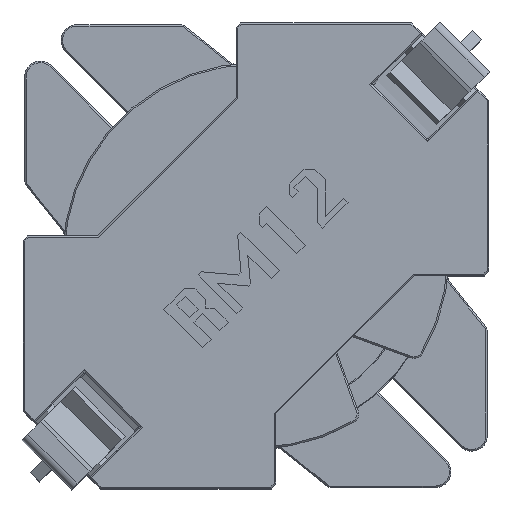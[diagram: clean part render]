
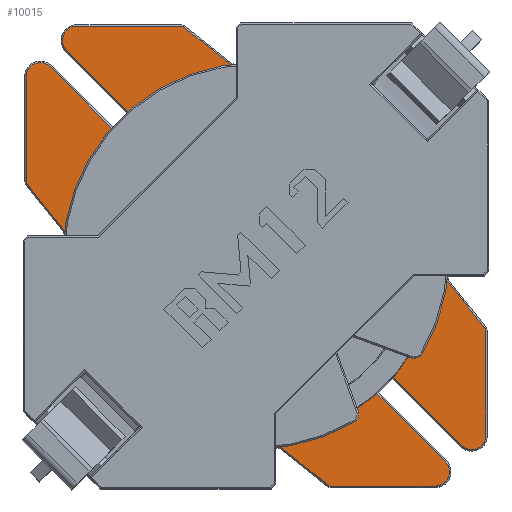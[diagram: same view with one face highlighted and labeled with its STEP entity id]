
A CAD part, top view. The second image highlights one B-rep face of the part: STEP entity #10015.
In plain terms, the highlighted planar face has unit normal (0, 0, 1).
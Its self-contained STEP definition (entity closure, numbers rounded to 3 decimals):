
#112=CIRCLE('',#10509,12.25);
#119=CIRCLE('',#10534,0.916);
#121=CIRCLE('',#10538,0.735);
#123=CIRCLE('',#10542,0.916);
#126=CIRCLE('',#10549,12.25);
#131=CIRCLE('',#10568,0.916);
#133=CIRCLE('',#10572,0.735);
#135=CIRCLE('',#10576,0.916);
#143=CIRCLE('',#10621,7.15);
#195=FACE_BOUND('',#1722,.T.);
#599=PLANE('',#10620);
#1136=FACE_OUTER_BOUND('',#1721,.T.);
#1721=EDGE_LOOP('',(#8664,#8665,#8666,#8667,#8668,#8669,#8670,#8671,#8672,
#8673,#8674,#8675,#8676,#8677,#8678,#8679,#8680,#8681,#8682,#8683));
#1722=EDGE_LOOP('',(#8684));
#2699=LINE('',#15938,#3901);
#2746=LINE('',#16089,#3948);
#2754=LINE('',#16105,#3956);
#2758=LINE('',#16117,#3960);
#2762=LINE('',#16129,#3964);
#2766=LINE('',#16139,#3968);
#2767=LINE('',#16141,#3969);
#2777=LINE('',#16162,#3979);
#2793=LINE('',#16192,#3995);
#2797=LINE('',#16204,#3999);
#2801=LINE('',#16216,#4003);
#2805=LINE('',#16226,#4007);
#3901=VECTOR('',#12398,4.076);
#3948=VECTOR('',#12509,4.076);
#3956=VECTOR('',#12523,6.774);
#3960=VECTOR('',#12535,8.08);
#3964=VECTOR('',#12547,8.08);
#3968=VECTOR('',#12559,6.774);
#3969=VECTOR('',#12562,4.076);
#3979=VECTOR('',#12594,4.076);
#3995=VECTOR('',#12630,6.774);
#3999=VECTOR('',#12642,8.08);
#4003=VECTOR('',#12654,8.08);
#4007=VECTOR('',#12666,6.774);
#4841=VERTEX_POINT('',#15811);
#4844=VERTEX_POINT('',#15821);
#4858=VERTEX_POINT('',#15929);
#4861=VERTEX_POINT('',#15942);
#4873=VERTEX_POINT('',#16011);
#4876=VERTEX_POINT('',#16024);
#4894=VERTEX_POINT('',#16080);
#4897=VERTEX_POINT('',#16093);
#4900=VERTEX_POINT('',#16103);
#4902=VERTEX_POINT('',#16109);
#4904=VERTEX_POINT('',#16115);
#4906=VERTEX_POINT('',#16121);
#4908=VERTEX_POINT('',#16127);
#4910=VERTEX_POINT('',#16133);
#4914=VERTEX_POINT('',#16190);
#4916=VERTEX_POINT('',#16196);
#4918=VERTEX_POINT('',#16202);
#4920=VERTEX_POINT('',#16208);
#4922=VERTEX_POINT('',#16214);
#4924=VERTEX_POINT('',#16220);
#4985=VERTEX_POINT('',#16416);
#6017=EDGE_CURVE('',#4841,#4858,#2699,.T.);
#6041=EDGE_CURVE('',#4858,#4873,#112,.T.);
#6075=EDGE_CURVE('',#4873,#4894,#2746,.T.);
#6083=EDGE_CURVE('',#4900,#4897,#2754,.T.);
#6086=EDGE_CURVE('',#4902,#4900,#119,.T.);
#6089=EDGE_CURVE('',#4904,#4902,#2758,.T.);
#6092=EDGE_CURVE('',#4906,#4904,#121,.T.);
#6095=EDGE_CURVE('',#4908,#4906,#2762,.T.);
#6098=EDGE_CURVE('',#4910,#4908,#123,.T.);
#6101=EDGE_CURVE('',#4894,#4910,#2766,.T.);
#6102=EDGE_CURVE('',#4897,#4876,#2767,.T.);
#6107=EDGE_CURVE('',#4876,#4861,#126,.T.);
#6116=EDGE_CURVE('',#4861,#4844,#2777,.T.);
#6134=EDGE_CURVE('',#4914,#4841,#2793,.T.);
#6137=EDGE_CURVE('',#4916,#4914,#131,.T.);
#6140=EDGE_CURVE('',#4918,#4916,#2797,.T.);
#6143=EDGE_CURVE('',#4920,#4918,#133,.T.);
#6146=EDGE_CURVE('',#4922,#4920,#2801,.T.);
#6149=EDGE_CURVE('',#4924,#4922,#135,.T.);
#6152=EDGE_CURVE('',#4844,#4924,#2805,.T.);
#6246=EDGE_CURVE('',#4985,#4985,#143,.T.);
#8664=ORIENTED_EDGE('',*,*,#6083,.F.);
#8665=ORIENTED_EDGE('',*,*,#6086,.F.);
#8666=ORIENTED_EDGE('',*,*,#6089,.F.);
#8667=ORIENTED_EDGE('',*,*,#6092,.F.);
#8668=ORIENTED_EDGE('',*,*,#6095,.F.);
#8669=ORIENTED_EDGE('',*,*,#6098,.F.);
#8670=ORIENTED_EDGE('',*,*,#6101,.F.);
#8671=ORIENTED_EDGE('',*,*,#6075,.F.);
#8672=ORIENTED_EDGE('',*,*,#6041,.F.);
#8673=ORIENTED_EDGE('',*,*,#6017,.F.);
#8674=ORIENTED_EDGE('',*,*,#6134,.F.);
#8675=ORIENTED_EDGE('',*,*,#6137,.F.);
#8676=ORIENTED_EDGE('',*,*,#6140,.F.);
#8677=ORIENTED_EDGE('',*,*,#6143,.F.);
#8678=ORIENTED_EDGE('',*,*,#6146,.F.);
#8679=ORIENTED_EDGE('',*,*,#6149,.F.);
#8680=ORIENTED_EDGE('',*,*,#6152,.F.);
#8681=ORIENTED_EDGE('',*,*,#6116,.F.);
#8682=ORIENTED_EDGE('',*,*,#6107,.F.);
#8683=ORIENTED_EDGE('',*,*,#6102,.F.);
#8684=ORIENTED_EDGE('',*,*,#6246,.T.);
#10015=ADVANCED_FACE('',(#1136,#195),#599,.T.);
#10509=AXIS2_PLACEMENT_3D('',#16021,#12441,#12442);
#10534=AXIS2_PLACEMENT_3D('',#16111,#12528,#12529);
#10538=AXIS2_PLACEMENT_3D('',#16123,#12540,#12541);
#10542=AXIS2_PLACEMENT_3D('',#16135,#12552,#12553);
#10549=AXIS2_PLACEMENT_3D('',#16148,#12572,#12573);
#10568=AXIS2_PLACEMENT_3D('',#16198,#12635,#12636);
#10572=AXIS2_PLACEMENT_3D('',#16210,#12647,#12648);
#10576=AXIS2_PLACEMENT_3D('',#16222,#12659,#12660);
#10620=AXIS2_PLACEMENT_3D('',#16415,#12836,#12837);
#10621=AXIS2_PLACEMENT_3D('',#16417,#12838,#12839);
#12398=DIRECTION('',(0.78,-0.626,0.));
#12441=DIRECTION('center_axis',(0.,0.,-1.));
#12442=DIRECTION('ref_axis',(0.993,-0.119,0.));
#12509=DIRECTION('',(0.626,-0.78,0.));
#12523=DIRECTION('',(-1.,0.,0.));
#12528=DIRECTION('center_axis',(0.,0.,-1.));
#12529=DIRECTION('ref_axis',(0.,-1.,0.));
#12535=DIRECTION('',(0.707,-0.707,0.));
#12540=DIRECTION('center_axis',(0.,0.,1.));
#12541=DIRECTION('ref_axis',(-0.707,-0.707,0.));
#12547=DIRECTION('',(-0.707,0.707,0.));
#12552=DIRECTION('center_axis',(0.,0.,-1.));
#12553=DIRECTION('ref_axis',(-0.707,-0.707,0.));
#12559=DIRECTION('',(0.,-1.,0.));
#12562=DIRECTION('',(-0.78,0.626,0.));
#12572=DIRECTION('center_axis',(0.,0.,-1.));
#12573=DIRECTION('ref_axis',(-0.993,0.119,0.));
#12594=DIRECTION('',(-0.626,0.78,0.));
#12630=DIRECTION('',(1.,0.,0.));
#12635=DIRECTION('center_axis',(0.,0.,-1.));
#12636=DIRECTION('ref_axis',(0.,1.,0.));
#12642=DIRECTION('',(-0.707,0.707,0.));
#12647=DIRECTION('center_axis',(0.,0.,1.));
#12648=DIRECTION('ref_axis',(-0.707,-0.707,0.));
#12654=DIRECTION('',(0.707,-0.707,0.));
#12659=DIRECTION('center_axis',(0.,0.,-1.));
#12660=DIRECTION('ref_axis',(0.707,0.707,0.));
#12666=DIRECTION('',(0.,1.,0.));
#12836=DIRECTION('center_axis',(0.,0.,1.));
#12837=DIRECTION('ref_axis',(1.,0.,0.));
#12838=DIRECTION('center_axis',(0.,0.,-1.));
#12839=DIRECTION('ref_axis',(1.,0.,0.));
#15811=CARTESIAN_POINT('',(-4.683,14.708,5.05));
#15821=CARTESIAN_POINT('',(-14.708,4.683,5.05));
#15929=CARTESIAN_POINT('',(-1.505,12.157,5.05));
#15938=CARTESIAN_POINT('',(-3.041,13.39,5.05));
#15942=CARTESIAN_POINT('',(-12.157,1.505,5.05));
#16011=CARTESIAN_POINT('',(12.157,-1.505,5.05));
#16021=CARTESIAN_POINT('Origin',(0.,0.,5.05));
#16024=CARTESIAN_POINT('',(1.505,-12.157,5.05));
#16080=CARTESIAN_POINT('',(14.708,-4.683,5.05));
#16089=CARTESIAN_POINT('',(6.727,5.261,5.05));
#16093=CARTESIAN_POINT('',(4.683,-14.708,5.05));
#16103=CARTESIAN_POINT('',(11.457,-14.708,5.05));
#16105=CARTESIAN_POINT('',(-2.185,-14.708,5.05));
#16109=CARTESIAN_POINT('',(12.105,-13.144,5.05));
#16111=CARTESIAN_POINT('Origin',(11.457,-13.792,5.05));
#16115=CARTESIAN_POINT('',(6.392,-7.431,5.05));
#16117=CARTESIAN_POINT('',(1.283,-2.323,5.05));
#16121=CARTESIAN_POINT('',(7.431,-6.392,5.05));
#16123=CARTESIAN_POINT('Origin',(6.911,-6.911,5.05));
#16127=CARTESIAN_POINT('',(13.144,-12.105,5.05));
#16129=CARTESIAN_POINT('',(-0.534,1.574,5.05));
#16133=CARTESIAN_POINT('',(14.708,-11.457,5.05));
#16135=CARTESIAN_POINT('Origin',(13.792,-11.457,5.05));
#16139=CARTESIAN_POINT('',(14.708,-1.219,5.05));
#16141=CARTESIAN_POINT('',(-6.848,-5.454,5.05));
#16148=CARTESIAN_POINT('Origin',(0.,0.,5.05));
#16162=CARTESIAN_POINT('',(-14.663,4.627,5.05));
#16190=CARTESIAN_POINT('',(-11.457,14.708,5.05));
#16192=CARTESIAN_POINT('',(-6.834,14.708,5.05));
#16196=CARTESIAN_POINT('',(-12.105,13.144,5.05));
#16198=CARTESIAN_POINT('Origin',(-11.457,13.792,5.05));
#16202=CARTESIAN_POINT('',(-6.392,7.431,5.05));
#16204=CARTESIAN_POINT('',(-10.302,11.342,5.05));
#16208=CARTESIAN_POINT('',(-7.431,6.392,5.05));
#16210=CARTESIAN_POINT('Origin',(-6.911,6.911,5.05));
#16214=CARTESIAN_POINT('',(-13.144,12.105,5.05));
#16216=CARTESIAN_POINT('',(-8.485,7.445,5.05));
#16220=CARTESIAN_POINT('',(-14.708,11.457,5.05));
#16222=CARTESIAN_POINT('Origin',(-13.792,11.457,5.05));
#16226=CARTESIAN_POINT('',(-14.708,10.238,5.05));
#16415=CARTESIAN_POINT('Origin',(-9.019,9.019,5.05));
#16416=CARTESIAN_POINT('',(-7.15,0.,5.05));
#16417=CARTESIAN_POINT('Origin',(0.,0.,5.05));
